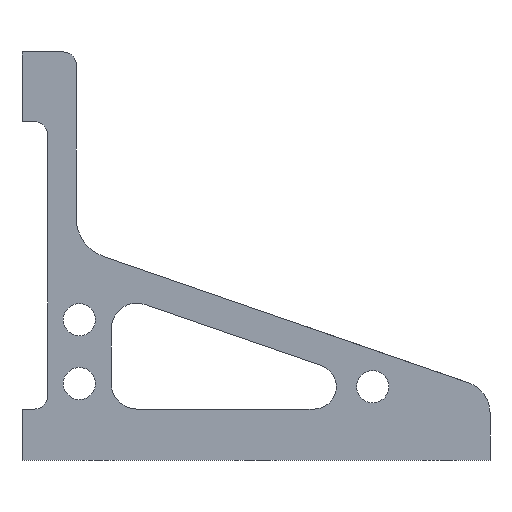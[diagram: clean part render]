
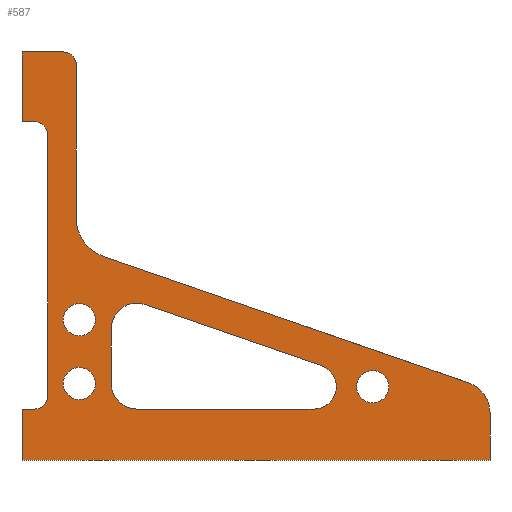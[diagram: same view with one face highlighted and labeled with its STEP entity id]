
A CAD part, front view. The second image highlights one B-rep face of the part: STEP entity #587.
In plain terms, the highlighted planar face has unit normal (0, -1, 0).
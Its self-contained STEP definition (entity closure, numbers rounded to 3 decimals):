
#16=FACE_BOUND('',#83,.T.);
#17=FACE_BOUND('',#84,.T.);
#18=FACE_BOUND('',#85,.T.);
#19=FACE_BOUND('',#86,.T.);
#32=PLANE('',#637);
#50=FACE_OUTER_BOUND('',#82,.T.);
#82=EDGE_LOOP('',(#414,#415,#416,#417,#418,#419,#420,#421,#422,#423,#424,
#425,#426,#427,#428));
#83=EDGE_LOOP('',(#429,#430,#431,#432,#433,#434));
#84=EDGE_LOOP('',(#435));
#85=EDGE_LOOP('',(#436));
#86=EDGE_LOOP('',(#437));
#126=LINE('',#880,#180);
#130=LINE('',#894,#184);
#131=LINE('',#898,#185);
#132=LINE('',#900,#186);
#133=LINE('',#902,#187);
#134=LINE('',#906,#188);
#135=LINE('',#910,#189);
#136=LINE('',#912,#190);
#137=LINE('',#914,#191);
#138=LINE('',#915,#192);
#139=LINE('',#918,#193);
#140=LINE('',#922,#194);
#141=LINE('',#926,#195);
#180=VECTOR('',#702,10.);
#184=VECTOR('',#716,10.);
#185=VECTOR('',#719,10.);
#186=VECTOR('',#720,10.);
#187=VECTOR('',#721,10.);
#188=VECTOR('',#724,10.);
#189=VECTOR('',#727,10.);
#190=VECTOR('',#728,10.);
#191=VECTOR('',#729,10.);
#192=VECTOR('',#730,10.);
#193=VECTOR('',#731,10.);
#194=VECTOR('',#734,10.);
#195=VECTOR('',#737,10.);
#232=CIRCLE('',#630,3.175);
#235=CIRCLE('',#636,2.5);
#236=CIRCLE('',#638,1.);
#237=CIRCLE('',#639,1.);
#238=CIRCLE('',#640,1.);
#239=CIRCLE('',#641,1.75);
#240=CIRCLE('',#642,2.);
#241=CIRCLE('',#643,2.);
#242=CIRCLE('',#644,1.265);
#243=CIRCLE('',#645,1.265);
#244=CIRCLE('',#646,1.265);
#261=VERTEX_POINT('',#870);
#262=VERTEX_POINT('',#871);
#265=VERTEX_POINT('',#879);
#269=VERTEX_POINT('',#889);
#270=VERTEX_POINT('',#893);
#271=VERTEX_POINT('',#895);
#272=VERTEX_POINT('',#897);
#273=VERTEX_POINT('',#899);
#274=VERTEX_POINT('',#901);
#275=VERTEX_POINT('',#903);
#276=VERTEX_POINT('',#905);
#277=VERTEX_POINT('',#907);
#278=VERTEX_POINT('',#909);
#279=VERTEX_POINT('',#911);
#280=VERTEX_POINT('',#913);
#281=VERTEX_POINT('',#916);
#282=VERTEX_POINT('',#917);
#283=VERTEX_POINT('',#919);
#284=VERTEX_POINT('',#921);
#285=VERTEX_POINT('',#923);
#286=VERTEX_POINT('',#925);
#287=VERTEX_POINT('',#928);
#288=VERTEX_POINT('',#930);
#289=VERTEX_POINT('',#932);
#317=EDGE_CURVE('',#261,#262,#232,.T.);
#321=EDGE_CURVE('',#265,#262,#126,.T.);
#326=EDGE_CURVE('',#265,#269,#235,.T.);
#328=EDGE_CURVE('',#261,#270,#130,.T.);
#329=EDGE_CURVE('',#271,#270,#236,.T.);
#330=EDGE_CURVE('',#271,#272,#131,.T.);
#331=EDGE_CURVE('',#273,#272,#132,.T.);
#332=EDGE_CURVE('',#274,#273,#133,.T.);
#333=EDGE_CURVE('',#275,#274,#237,.T.);
#334=EDGE_CURVE('',#275,#276,#134,.T.);
#335=EDGE_CURVE('',#277,#276,#238,.T.);
#336=EDGE_CURVE('',#277,#278,#135,.T.);
#337=EDGE_CURVE('',#279,#278,#136,.T.);
#338=EDGE_CURVE('',#279,#280,#137,.T.);
#339=EDGE_CURVE('',#280,#269,#138,.T.);
#340=EDGE_CURVE('',#281,#282,#139,.T.);
#341=EDGE_CURVE('',#282,#283,#239,.F.);
#342=EDGE_CURVE('',#283,#284,#140,.T.);
#343=EDGE_CURVE('',#285,#284,#240,.T.);
#344=EDGE_CURVE('',#286,#285,#141,.T.);
#345=EDGE_CURVE('',#281,#286,#241,.T.);
#346=EDGE_CURVE('',#287,#287,#242,.F.);
#347=EDGE_CURVE('',#288,#288,#243,.F.);
#348=EDGE_CURVE('',#289,#289,#244,.F.);
#414=ORIENTED_EDGE('',*,*,#326,.F.);
#415=ORIENTED_EDGE('',*,*,#321,.T.);
#416=ORIENTED_EDGE('',*,*,#317,.F.);
#417=ORIENTED_EDGE('',*,*,#328,.T.);
#418=ORIENTED_EDGE('',*,*,#329,.F.);
#419=ORIENTED_EDGE('',*,*,#330,.T.);
#420=ORIENTED_EDGE('',*,*,#331,.F.);
#421=ORIENTED_EDGE('',*,*,#332,.F.);
#422=ORIENTED_EDGE('',*,*,#333,.F.);
#423=ORIENTED_EDGE('',*,*,#334,.T.);
#424=ORIENTED_EDGE('',*,*,#335,.F.);
#425=ORIENTED_EDGE('',*,*,#336,.T.);
#426=ORIENTED_EDGE('',*,*,#337,.F.);
#427=ORIENTED_EDGE('',*,*,#338,.T.);
#428=ORIENTED_EDGE('',*,*,#339,.T.);
#429=ORIENTED_EDGE('',*,*,#340,.T.);
#430=ORIENTED_EDGE('',*,*,#341,.T.);
#431=ORIENTED_EDGE('',*,*,#342,.T.);
#432=ORIENTED_EDGE('',*,*,#343,.F.);
#433=ORIENTED_EDGE('',*,*,#344,.F.);
#434=ORIENTED_EDGE('',*,*,#345,.F.);
#435=ORIENTED_EDGE('',*,*,#346,.T.);
#436=ORIENTED_EDGE('',*,*,#347,.T.);
#437=ORIENTED_EDGE('',*,*,#348,.T.);
#587=ADVANCED_FACE('',(#50,#16,#17,#18,#19),#32,.F.);
#630=AXIS2_PLACEMENT_3D('',#872,#694,#695);
#636=AXIS2_PLACEMENT_3D('',#890,#711,#712);
#637=AXIS2_PLACEMENT_3D('',#892,#714,#715);
#638=AXIS2_PLACEMENT_3D('',#896,#717,#718);
#639=AXIS2_PLACEMENT_3D('',#904,#722,#723);
#640=AXIS2_PLACEMENT_3D('',#908,#725,#726);
#641=AXIS2_PLACEMENT_3D('',#920,#732,#733);
#642=AXIS2_PLACEMENT_3D('',#924,#735,#736);
#643=AXIS2_PLACEMENT_3D('',#927,#738,#739);
#644=AXIS2_PLACEMENT_3D('',#929,#740,#741);
#645=AXIS2_PLACEMENT_3D('',#931,#742,#743);
#646=AXIS2_PLACEMENT_3D('',#933,#744,#745);
#694=DIRECTION('center_axis',(0.,-1.,0.));
#695=DIRECTION('ref_axis',(-0.815,0.,-0.58));
#702=DIRECTION('',(-0.945,0.,0.327));
#711=DIRECTION('center_axis',(0.,1.,0.));
#712=DIRECTION('ref_axis',(0.815,0.,0.58));
#714=DIRECTION('center_axis',(0.,1.,0.));
#715=DIRECTION('ref_axis',(0.,0.,1.));
#716=DIRECTION('',(0.,0.,1.));
#717=DIRECTION('center_axis',(0.,1.,0.));
#718=DIRECTION('ref_axis',(0.707,0.,0.707));
#719=DIRECTION('',(-1.,0.,0.));
#720=DIRECTION('',(0.,0.,1.));
#721=DIRECTION('',(-1.,0.,0.));
#722=DIRECTION('center_axis',(0.,-1.,0.));
#723=DIRECTION('ref_axis',(0.707,0.,0.707));
#724=DIRECTION('',(0.,0.,-1.));
#725=DIRECTION('center_axis',(0.,-1.,0.));
#726=DIRECTION('ref_axis',(0.707,0.,-0.707));
#727=DIRECTION('',(-1.,0.,0.));
#728=DIRECTION('',(0.,0.,1.));
#729=DIRECTION('',(1.,0.,0.));
#730=DIRECTION('',(0.,0.,1.));
#731=DIRECTION('',(0.945,0.,-0.327));
#732=DIRECTION('center_axis',(0.,-1.,0.));
#733=DIRECTION('ref_axis',(0.,0.,-1.));
#734=DIRECTION('',(-1.,0.,0.));
#735=DIRECTION('center_axis',(0.,-1.,0.));
#736=DIRECTION('ref_axis',(-0.707,0.,-0.707));
#737=DIRECTION('',(0.,0.,-1.));
#738=DIRECTION('center_axis',(0.,-1.,0.));
#739=DIRECTION('ref_axis',(-0.58,0.,0.815));
#740=DIRECTION('center_axis',(0.,-1.,0.));
#741=DIRECTION('ref_axis',(-1.,0.,0.));
#742=DIRECTION('center_axis',(0.,-1.,0.));
#743=DIRECTION('ref_axis',(-1.,0.,0.));
#744=DIRECTION('center_axis',(0.,-1.,0.));
#745=DIRECTION('ref_axis',(-1.,0.,0.));
#870=CARTESIAN_POINT('',(10.25,-21.6,3.962));
#871=CARTESIAN_POINT('',(12.387,-21.6,0.962));
#872=CARTESIAN_POINT('Origin',(13.425,-21.6,3.962));
#879=CARTESIAN_POINT('',(41.018,-21.6,-8.947));
#880=CARTESIAN_POINT('',(42.536,-21.6,-9.473));
#889=CARTESIAN_POINT('',(42.7,-21.6,-11.309));
#890=CARTESIAN_POINT('Origin',(40.2,-21.6,-11.309));
#892=CARTESIAN_POINT('Origin',(0.,-21.6,-15.));
#893=CARTESIAN_POINT('',(10.25,-21.6,16.));
#894=CARTESIAN_POINT('',(10.25,-21.6,-6.385));
#895=CARTESIAN_POINT('',(9.25,-21.6,17.));
#896=CARTESIAN_POINT('Origin',(9.25,-21.6,16.));
#897=CARTESIAN_POINT('',(6.,-21.6,17.));
#898=CARTESIAN_POINT('',(6.7,-21.6,17.));
#899=CARTESIAN_POINT('',(6.,-21.6,11.527));
#900=CARTESIAN_POINT('',(6.,-21.6,-15.));
#901=CARTESIAN_POINT('',(7.,-21.6,11.527));
#902=CARTESIAN_POINT('',(6.7,-21.6,11.527));
#903=CARTESIAN_POINT('',(8.,-21.6,10.527));
#904=CARTESIAN_POINT('Origin',(7.,-21.6,10.527));
#905=CARTESIAN_POINT('',(8.,-21.6,-10.));
#906=CARTESIAN_POINT('',(8.,-21.6,-8.));
#907=CARTESIAN_POINT('',(7.,-21.6,-11.));
#908=CARTESIAN_POINT('Origin',(7.,-21.6,-10.));
#909=CARTESIAN_POINT('',(6.,-21.6,-11.));
#910=CARTESIAN_POINT('',(16.85,-21.6,-11.));
#911=CARTESIAN_POINT('',(6.,-21.6,-15.));
#912=CARTESIAN_POINT('',(6.,-21.6,-15.));
#913=CARTESIAN_POINT('',(42.7,-21.6,-15.));
#914=CARTESIAN_POINT('',(0.,-21.6,-15.));
#915=CARTESIAN_POINT('',(42.7,-21.6,-15.));
#916=CARTESIAN_POINT('',(15.654,-21.6,-2.814));
#917=CARTESIAN_POINT('',(29.471,-21.6,-7.596));
#918=CARTESIAN_POINT('',(6.07,-21.6,0.502));
#919=CARTESIAN_POINT('',(28.899,-21.6,-11.));
#920=CARTESIAN_POINT('Origin',(28.899,-21.6,-9.25));
#921=CARTESIAN_POINT('',(15.,-21.6,-11.));
#922=CARTESIAN_POINT('',(16.85,-21.6,-11.));
#923=CARTESIAN_POINT('',(13.,-21.6,-9.));
#924=CARTESIAN_POINT('Origin',(15.,-21.6,-9.));
#925=CARTESIAN_POINT('',(13.,-21.6,-4.704));
#926=CARTESIAN_POINT('',(13.,-21.6,-1.896));
#927=CARTESIAN_POINT('Origin',(15.,-21.6,-4.704));
#928=CARTESIAN_POINT('',(11.765,-21.6,-4.));
#929=CARTESIAN_POINT('Origin',(10.5,-21.6,-4.));
#930=CARTESIAN_POINT('',(11.765,-21.6,-9.));
#931=CARTESIAN_POINT('Origin',(10.5,-21.6,-9.));
#932=CARTESIAN_POINT('',(34.763,-21.6,-9.251));
#933=CARTESIAN_POINT('Origin',(33.499,-21.6,-9.251));
